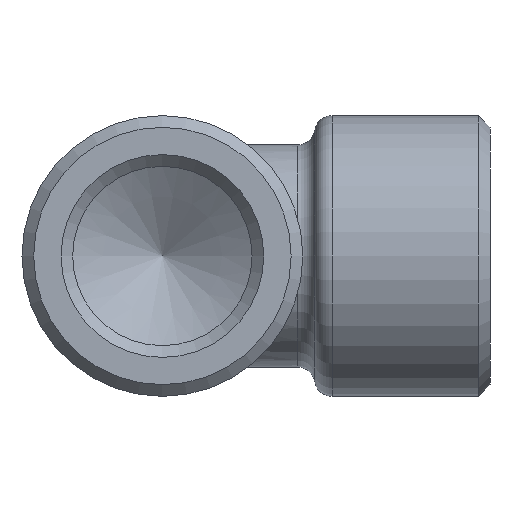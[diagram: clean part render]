
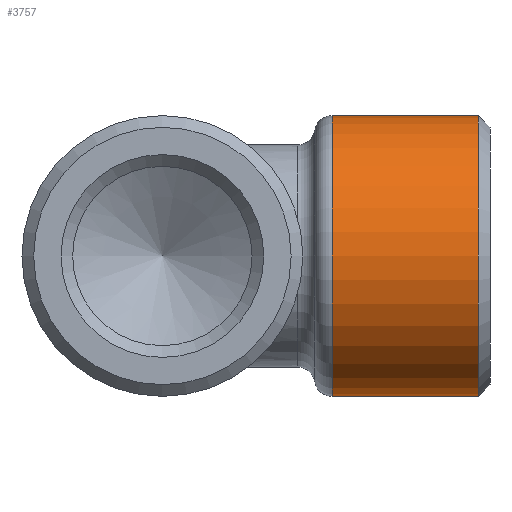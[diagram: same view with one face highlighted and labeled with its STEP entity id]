
A CAD part, left-side view. The second image highlights one B-rep face of the part: STEP entity #3757.
In plain terms, the highlighted cylindrical face has radius 12 mm (diameter 24 mm), a full revolution.
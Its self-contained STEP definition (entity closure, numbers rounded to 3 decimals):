
#620=ORIENTED_EDGE('',*,*,#1352,.T.);
#621=ORIENTED_EDGE('',*,*,#1353,.T.);
#1352=EDGE_CURVE('',#1718,#1718,#1974,.F.);
#1353=EDGE_CURVE('',#1719,#1719,#1975,.T.);
#1718=VERTEX_POINT('',#4708);
#1719=VERTEX_POINT('',#4710);
#1974=CIRCLE('',#3938,12.);
#1975=CIRCLE('',#3939,12.);
#2030=EDGE_LOOP('',(#620));
#2031=EDGE_LOOP('',(#621));
#2266=FACE_BOUND('',#2030,.T.);
#2267=FACE_BOUND('',#2031,.T.);
#2504=CYLINDRICAL_SURFACE('',#3937,12.);
#3757=ADVANCED_FACE('',(#2266,#2267),#2504,.T.);
#3937=AXIS2_PLACEMENT_3D('',#4706,#4148,#4149);
#3938=AXIS2_PLACEMENT_3D('',#4707,#4150,#4151);
#3939=AXIS2_PLACEMENT_3D('',#4709,#4152,#4153);
#4148=DIRECTION('',(0.,-1.,0.));
#4149=DIRECTION('',(1.,0.,0.));
#4150=DIRECTION('',(0.,1.,0.));
#4151=DIRECTION('',(-1.,0.,0.));
#4152=DIRECTION('',(0.,1.,0.));
#4153=DIRECTION('',(0.,0.,1.));
#4706=CARTESIAN_POINT('',(0.,30.,0.));
#4707=CARTESIAN_POINT('',(0.,-14.5,0.));
#4708=CARTESIAN_POINT('',(-12.,-14.5,0.));
#4709=CARTESIAN_POINT('',(0.,-27.,0.));
#4710=CARTESIAN_POINT('',(0.,-27.,12.));
